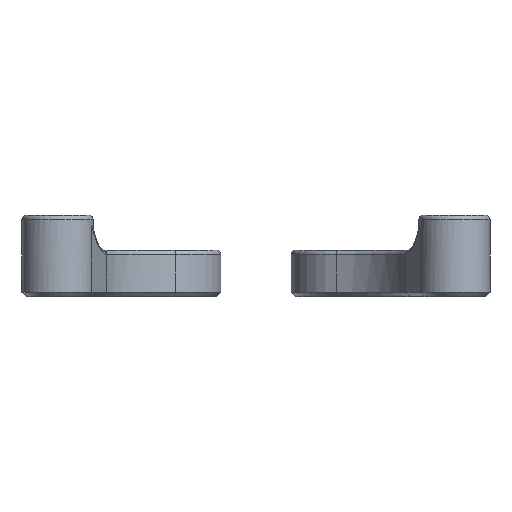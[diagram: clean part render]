
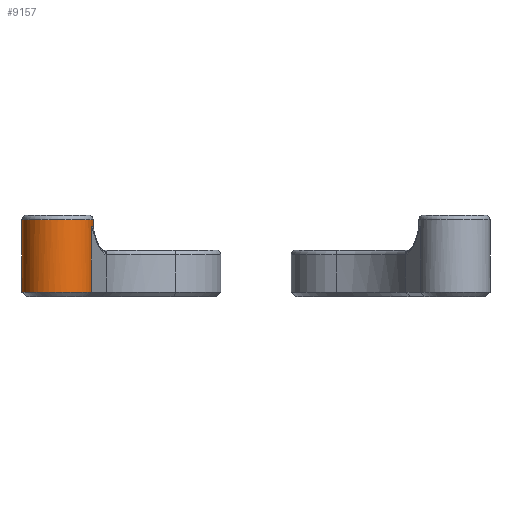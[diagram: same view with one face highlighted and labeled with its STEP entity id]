
A CAD part, front view. The second image highlights one B-rep face of the part: STEP entity #9157.
In plain terms, the highlighted cylindrical face has radius 3.05 mm (diameter 6.1 mm), a full revolution.
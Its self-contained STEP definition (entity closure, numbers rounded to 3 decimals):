
#45=CYLINDRICAL_SURFACE('',#9645,3.05);
#150=CIRCLE('',#9633,3.05);
#151=CIRCLE('',#9634,3.05);
#157=CIRCLE('',#9646,3.05);
#158=CIRCLE('',#9647,3.05);
#785=FACE_OUTER_BOUND('',#1331,.T.);
#1331=EDGE_LOOP('',(#7084,#7085,#7086,#7087,#7088,#7089,#7090,#7091));
#2060=LINE('',#13864,#2882);
#2063=LINE('',#13884,#2885);
#2064=LINE('',#13886,#2886);
#2882=VECTOR('',#10673,10.);
#2885=VECTOR('',#10680,3.05);
#2886=VECTOR('',#10681,10.);
#4098=VERTEX_POINT('',#13822);
#4102=VERTEX_POINT('',#13834);
#4103=VERTEX_POINT('',#13836);
#4111=VERTEX_POINT('',#13863);
#4114=VERTEX_POINT('',#13882);
#4115=VERTEX_POINT('',#13885);
#5171=EDGE_CURVE('',#4098,#4102,#150,.T.);
#5172=EDGE_CURVE('',#4102,#4103,#151,.T.);
#5186=EDGE_CURVE('',#4103,#4111,#2060,.T.);
#5190=EDGE_CURVE('',#4114,#4114,#157,.T.);
#5191=EDGE_CURVE('',#4114,#4102,#2063,.T.);
#5192=EDGE_CURVE('',#4098,#4115,#2064,.T.);
#5193=EDGE_CURVE('',#4111,#4115,#158,.T.);
#7084=ORIENTED_EDGE('',*,*,#5190,.F.);
#7085=ORIENTED_EDGE('',*,*,#5191,.T.);
#7086=ORIENTED_EDGE('',*,*,#5171,.F.);
#7087=ORIENTED_EDGE('',*,*,#5192,.T.);
#7088=ORIENTED_EDGE('',*,*,#5193,.F.);
#7089=ORIENTED_EDGE('',*,*,#5186,.F.);
#7090=ORIENTED_EDGE('',*,*,#5172,.F.);
#7091=ORIENTED_EDGE('',*,*,#5191,.F.);
#9157=ADVANCED_FACE('',(#785),#45,.T.);
#9633=AXIS2_PLACEMENT_3D('',#13835,#10641,#10642);
#9634=AXIS2_PLACEMENT_3D('',#13837,#10643,#10644);
#9645=AXIS2_PLACEMENT_3D('',#13881,#10676,#10677);
#9646=AXIS2_PLACEMENT_3D('',#13883,#10678,#10679);
#9647=AXIS2_PLACEMENT_3D('',#13887,#10682,#10683);
#10641=DIRECTION('center_axis',(0.,0.,-1.));
#10642=DIRECTION('ref_axis',(-1.,0.,0.));
#10643=DIRECTION('center_axis',(0.,0.,-1.));
#10644=DIRECTION('ref_axis',(-1.,0.,0.));
#10673=DIRECTION('',(0.,0.,1.));
#10676=DIRECTION('center_axis',(0.,0.,1.));
#10677=DIRECTION('ref_axis',(1.,0.,0.));
#10678=DIRECTION('center_axis',(0.,0.,1.));
#10679=DIRECTION('ref_axis',(1.,0.,0.));
#10680=DIRECTION('',(0.,0.,-1.));
#10681=DIRECTION('',(0.,0.,1.));
#10682=DIRECTION('center_axis',(0.,0.,-1.));
#10683=DIRECTION('ref_axis',(0.313,0.95,0.));
#13822=CARTESIAN_POINT('',(67.498,-3.969,0.4));
#13834=CARTESIAN_POINT('',(61.552,-3.014,0.4));
#13835=CARTESIAN_POINT('Origin',(64.602,-3.014,0.4));
#13836=CARTESIAN_POINT('',(61.705,-2.06,0.4));
#13837=CARTESIAN_POINT('Origin',(64.602,-3.014,0.4));
#13863=CARTESIAN_POINT('',(61.705,-2.06,6.));
#13864=CARTESIAN_POINT('',(61.705,-2.06,0.));
#13881=CARTESIAN_POINT('Origin',(64.602,-3.014,0.));
#13882=CARTESIAN_POINT('',(61.552,-3.014,6.6));
#13883=CARTESIAN_POINT('Origin',(64.602,-3.014,6.6));
#13884=CARTESIAN_POINT('',(61.552,-3.014,0.));
#13885=CARTESIAN_POINT('',(67.498,-3.969,6.));
#13886=CARTESIAN_POINT('',(67.498,-3.969,0.));
#13887=CARTESIAN_POINT('Origin',(64.602,-3.014,6.));
